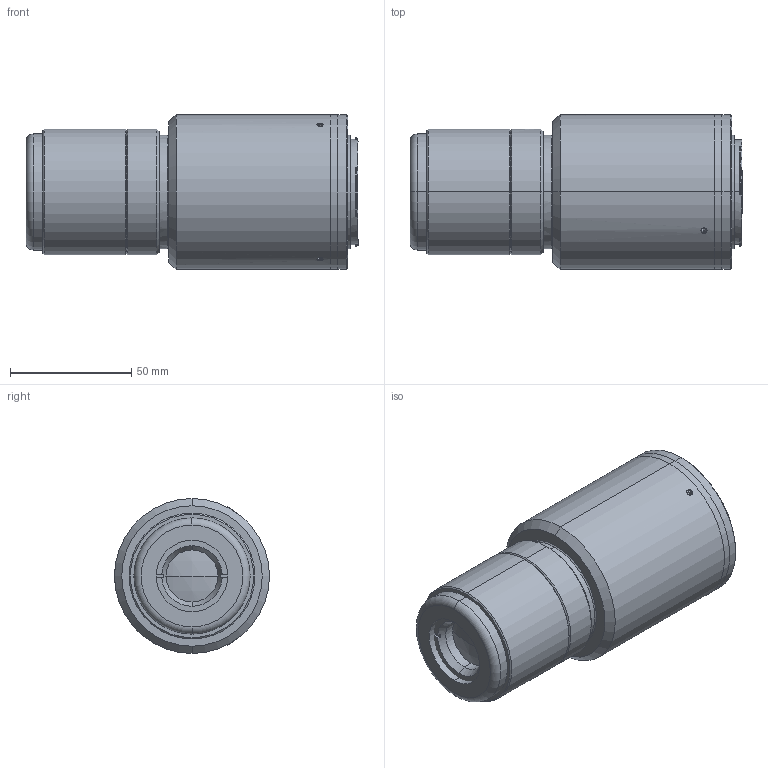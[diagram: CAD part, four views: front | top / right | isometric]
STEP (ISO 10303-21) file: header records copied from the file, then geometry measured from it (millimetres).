
FILE_DESCRIPTION (( 'STEP AP203' ), '1' );
FILE_NAME ('DP23007-B_MC4K100X-F.step', '2022-01-04T08:46:50', ( '' ), ( '' ), 'SwSTEP 2.0', 'SolidWorks 2021', '' );
FILE_SCHEMA (( 'CONFIG_CONTROL_DESIGN' ));
Length unit declared in the file: millimetre
Products named in the file (1): DP23007-B_MC4K100X-F
Bounding box: 137.16 x 64 x 64 mm (x, y, z)
Surface area: 50724.2 mm2 (no closed solid volume)
Topology: 0 solids, 12 shells, 118 faces, 349 edges, 241 vertices
Faces by surface type: cylinder 50, plane 42, cone 22, sphere 2, torus 2
Entity records: 4455 total; most frequent: CARTESIAN_POINT 1194, DIRECTION 707, ORIENTED_EDGE 568, EDGE_CURVE 349, AXIS2_PLACEMENT_3D 268, VERTEX_POINT 241, LINE 171, VECTOR 171
